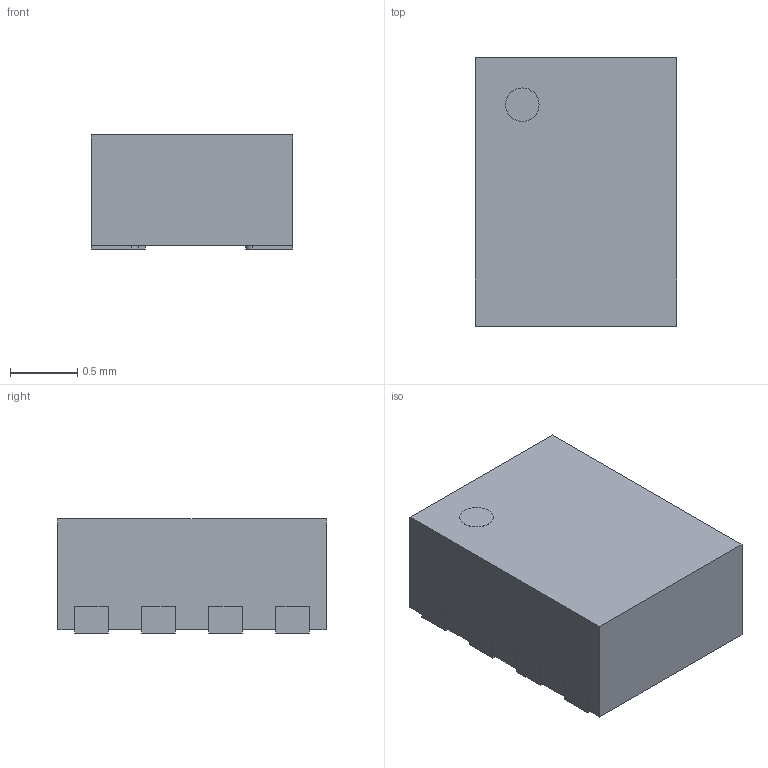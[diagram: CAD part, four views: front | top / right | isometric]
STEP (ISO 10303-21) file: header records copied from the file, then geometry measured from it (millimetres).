
FILE_DESCRIPTION (( 'STEP AP214' ), '1' );
FILE_NAME ('MP2322 (QFN-8, 1.5x2).STEP', '2022-05-05T18:37:33', ( '' ), ( '' ), 'SwSTEP 2.0', 'SolidWorks 2021', '' );
FILE_SCHEMA (( 'AUTOMOTIVE_DESIGN' ));
Length unit declared in the file: millimetre
Products named in the file (1): MP2322 (QFN-8, 1.5x2)
Bounding box: 1.5 x 2 x 0.85 mm (x, y, z)
Volume: 2.5 mm3; surface area: 16 mm2
Topology: 9 solids, 9 shells, 119 faces, 300 edges, 200 vertices
Faces by surface type: plane 89, cylinder 30
Entity records: 3671 total; most frequent: CARTESIAN_POINT 620, ORIENTED_EDGE 600, DIRECTION 600, EDGE_CURVE 300, LINE 240, VECTOR 240, VERTEX_POINT 200, AXIS2_PLACEMENT_3D 180
